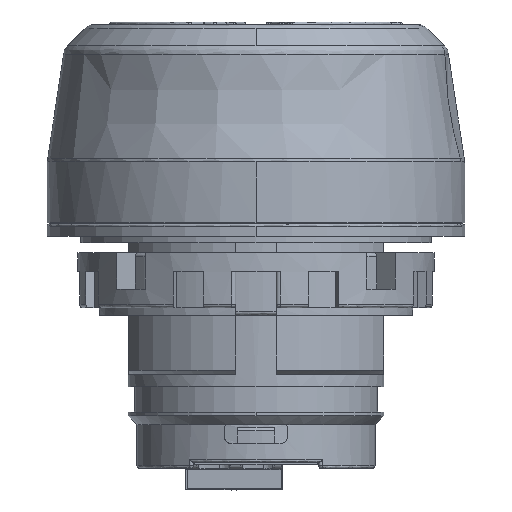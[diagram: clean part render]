
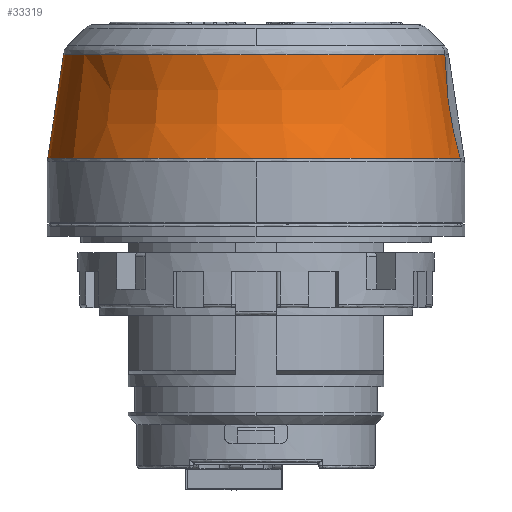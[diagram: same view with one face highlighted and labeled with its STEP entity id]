
A CAD part, front view. The second image highlights one B-rep face of the part: STEP entity #33319.
In plain terms, the highlighted free-form (B-spline) face has degree [3, 3] with [4, 4] control points.
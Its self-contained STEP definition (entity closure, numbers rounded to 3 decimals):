
#687 = CARTESIAN_POINT ( 'NONE',  ( 6.804, 0.628, -203.518 ) ) ;
#749 = CARTESIAN_POINT ( 'NONE',  ( 5.572, 0.874, -195.26 ) ) ;
#1530 = CARTESIAN_POINT ( 'NONE',  ( -24.539, 6.888, -195.26 ) ) ;
#2847 = CARTESIAN_POINT ( 'NONE',  ( -0.193, -30.147, -201.882 ) ) ;
#3544 = DIRECTION ( 'NONE',  ( 0., 1., 0. ) ) ;
#3833 =( BOUNDED_CURVE ( )  B_SPLINE_CURVE ( 3, ( #30337, #26550, #22745, #18954 ),
 .UNSPECIFIED., .F., .F. ) 
 B_SPLINE_CURVE_WITH_KNOTS ( ( 4, 4 ),
 ( 0.211, 0.789 ),
 .UNSPECIFIED. ) 
 CURVE ( )  GEOMETRIC_REPRESENTATION_ITEM ( )  RATIONAL_B_SPLINE_CURVE ( ( 0.991, 0.984, 0.984, 0.991 ) ) 
 REPRESENTATION_ITEM ( '' )  );
#3871 = EDGE_CURVE ( 'NONE', #7443, #24029, #29820, .T. ) ;
#4539 = CARTESIAN_POINT ( 'NONE',  ( -0.442, -29.237, -195.26 ) ) ;
#4595 = AXIS2_PLACEMENT_3D ( 'NONE', #33937, #7354, #3544 ) ;
#5058 = EDGE_LOOP ( 'NONE', ( #31712, #13970, #7729, #6913 ) ) ;
#6672 = CARTESIAN_POINT ( 'NONE',  ( 5.986, 0.791, -201.882 ) ) ;
#6913 = ORIENTED_EDGE ( 'NONE', *, *, #36862, .F. ) ;
#7354 = DIRECTION ( 'NONE',  ( 0., 0., -1. ) ) ;
#7443 = VERTEX_POINT ( 'NONE', #1530 ) ;
#7729 = ORIENTED_EDGE ( 'NONE', *, *, #26193, .F. ) ;
#8359 = CARTESIAN_POINT ( 'NONE',  ( -30.552, -23.223, -195.26 ) ) ;
#10003 =( BOUNDED_SURFACE ( )  B_SPLINE_SURFACE ( 3, 3, ( 
 ( #37063, #33237, #29459, #25645 ),
 ( #21835, #18066, #14267, #10453 ),
 ( #6672, #2847, #36140, #32369 ),
 ( #28544, #24729, #20976, #17155 ) ),
 .UNSPECIFIED., .F., .F., .F. ) 
 B_SPLINE_SURFACE_WITH_KNOTS ( ( 4, 4 ),
 ( 4, 4 ),
 ( 0., 1. ),
 ( 0., 1. ),
 .UNSPECIFIED. ) 
 GEOMETRIC_REPRESENTATION_ITEM ( )  RATIONAL_B_SPLINE_SURFACE ( (
 ( 1., 0.333, 0.333, 1.),
 ( 0.981, 0.327, 0.327, 0.981),
 ( 0.981, 0.327, 0.327, 0.981),
 ( 1., 0.333, 0.333, 1.) ) ) 
 REPRESENTATION_ITEM ( '' )  SURFACE ( )  );
#10453 = CARTESIAN_POINT ( 'NONE',  ( -24.235, 6.827, -197.069 ) ) ;
#11264 = CARTESIAN_POINT ( 'NONE',  ( 5.572, 0.874, -195.26 ) ) ;
#12173 = CARTESIAN_POINT ( 'NONE',  ( -24.539, 6.888, -195.26 ) ) ;
#13970 = ORIENTED_EDGE ( 'NONE', *, *, #3871, .F. ) ;
#14267 = CARTESIAN_POINT ( 'NONE',  ( -30.127, -22.676, -197.069 ) ) ;
#17155 = CARTESIAN_POINT ( 'NONE',  ( -26.761, 7.331, -206.387 ) ) ;
#18066 = CARTESIAN_POINT ( 'NONE',  ( -0.624, -28.568, -197.069 ) ) ;
#18626 = AXIS2_PLACEMENT_3D ( 'NONE', #32127, #28303, #24493 ) ;
#18954 = CARTESIAN_POINT ( 'NONE',  ( 6.804, 0.628, -203.518 ) ) ;
#20503 = CIRCLE ( 'NONE', #4595, 16.609 ) ;
#20976 = CARTESIAN_POINT ( 'NONE',  ( -33.663, -27.224, -206.387 ) ) ;
#21006 = VERTEX_POINT ( 'NONE', #687 ) ;
#21835 = CARTESIAN_POINT ( 'NONE',  ( 5.268, 0.934, -197.069 ) ) ;
#22745 = CARTESIAN_POINT ( 'NONE',  ( 6.022, 0.784, -200.832 ) ) ;
#23724 = CARTESIAN_POINT ( 'NONE',  ( -25.77, 7.134, -203.518 ) ) ;
#24029 = VERTEX_POINT ( 'NONE', #11264 ) ;
#24493 = DIRECTION ( 'NONE',  ( 0.981, -0.196, 0. ) ) ;
#24729 = CARTESIAN_POINT ( 'NONE',  ( 0.893, -34.126, -206.387 ) ) ;
#25645 = CARTESIAN_POINT ( 'NONE',  ( -24.648, 6.909, -192.219 ) ) ;
#26193 = EDGE_CURVE ( 'NONE', #27358, #7443, #32722, .T. ) ;
#26550 = CARTESIAN_POINT ( 'NONE',  ( 5.608, 0.867, -198.061 ) ) ;
#27358 = VERTEX_POINT ( 'NONE', #23724 ) ;
#28303 = DIRECTION ( 'NONE',  ( -0.196, -0.981, 0. ) ) ;
#28544 = CARTESIAN_POINT ( 'NONE',  ( 7.795, 0.43, -206.387 ) ) ;
#29459 = CARTESIAN_POINT ( 'NONE',  ( -30.706, -23.42, -192.219 ) ) ;
#29820 =( BOUNDED_CURVE ( )  B_SPLINE_CURVE ( 3, ( #12173, #8359, #4539, #749 ),
 .UNSPECIFIED., .F., .F. ) 
 B_SPLINE_CURVE_WITH_KNOTS ( ( 4, 4 ),
 ( 0., 1. ),
 .UNSPECIFIED. ) 
 CURVE ( )  GEOMETRIC_REPRESENTATION_ITEM ( )  RATIONAL_B_SPLINE_CURVE ( ( 0.978, 0.326, 0.326, 0.978 ) ) 
 REPRESENTATION_ITEM ( '' )  );
#30337 = CARTESIAN_POINT ( 'NONE',  ( 5.572, 0.874, -195.26 ) ) ;
#30382 = FACE_OUTER_BOUND ( 'NONE', #5058, .T. ) ;
#31712 = ORIENTED_EDGE ( 'NONE', *, *, #33306, .F. ) ;
#32127 = CARTESIAN_POINT ( 'NONE',  ( -54.381, 12.848, -194.856 ) ) ;
#32369 = CARTESIAN_POINT ( 'NONE',  ( -24.953, 6.97, -201.882 ) ) ;
#32722 = CIRCLE ( 'NONE', #18626, 30.435 ) ;
#33237 = CARTESIAN_POINT ( 'NONE',  ( -0.376, -29.478, -192.219 ) ) ;
#33306 = EDGE_CURVE ( 'NONE', #24029, #21006, #3833, .T. ) ;
#33319 = ADVANCED_FACE ( 'NONE', ( #30382 ), #10003, .F. ) ;
#33937 = CARTESIAN_POINT ( 'NONE',  ( -9.483, 3.881, -203.518 ) ) ;
#36140 = CARTESIAN_POINT ( 'NONE',  ( -31.132, -23.968, -201.882 ) ) ;
#36862 = EDGE_CURVE ( 'NONE', #21006, #27358, #20503, .T. ) ;
#37063 = CARTESIAN_POINT ( 'NONE',  ( 5.682, 0.852, -192.219 ) ) ;
